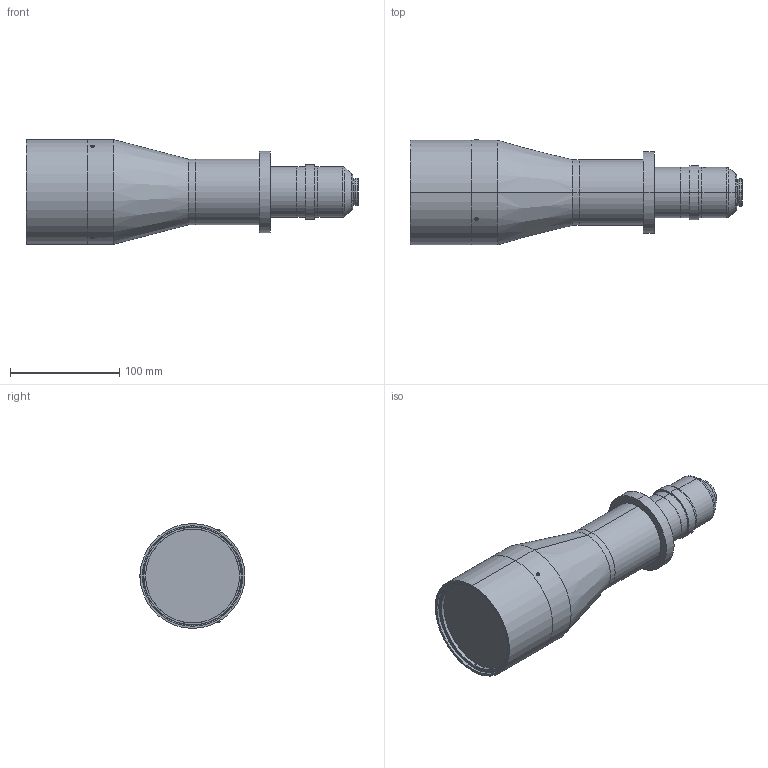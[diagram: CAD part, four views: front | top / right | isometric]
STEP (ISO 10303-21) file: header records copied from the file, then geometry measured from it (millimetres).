
FILE_DESCRIPTION (( 'STEP AP203' ), '1' );
FILE_NAME ('S5LPJ6133_01.STEP', '2022-03-25T08:29:17', ( '' ), ( '' ), 'SwSTEP 2.0', 'SolidWorks 2021', '' );
FILE_SCHEMA (( 'CONFIG_CONTROL_DESIGN' ));
Length unit declared in the file: millimetre
Products named in the file (19): 152506; S5LAO2935; 236908; 533002; 097108; S5LPJ6133_01; S5LPX6040; S5LMN2935; S5MEC0010; 473405_S5LPJ1733; 473403; 533004; S5LAO6040; 473402; _DIN 913 - M3 x 2-N; 473401_S5LPJ1733; 291105; DIN 913 - M3 x 3-N_DIN 913 - M3 x 3-N; 239407
Assembly tree (20 placements, depth 4):
  S5LPJ6133_01
    S5LAO6040
      S5LPX6040
    473401_S5LPJ1733
      S5LAO2935
        S5LMN2935
      473402
      473403
      473405_S5LPJ1733
      236908
      S5MEC0010
      DIN 913 - M3 x 3-N_DIN 913 - M3 x 3-N
    097108
    152506
    239407
    291105
    533002
    533004
    _DIN 913 - M3 x 2-N  x3
Bounding box: 304.18 x 97 x 96 mm (x, y, z)
Volume: 447929.9 mm3; surface area: 195912.8 mm2
Topology: 17 solids, 17 shells, 478 faces, 1000 edges, 592 vertices
Faces by surface type: cylinder 168, cone 118, plane 108, torus 78, sphere 6
Entity records: 14431 total; most frequent: DIRECTION 2434, CARTESIAN_POINT 2314, ORIENTED_EDGE 1868, AXIS2_PLACEMENT_3D 1048, EDGE_CURVE 934, CIRCLE 574, VERTEX_POINT 552, EDGE_LOOP 514
